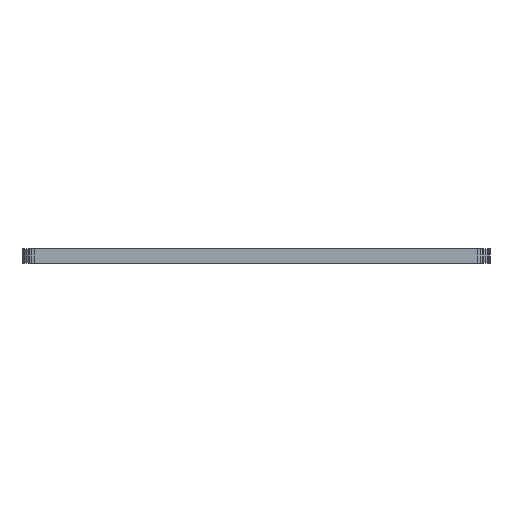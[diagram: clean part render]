
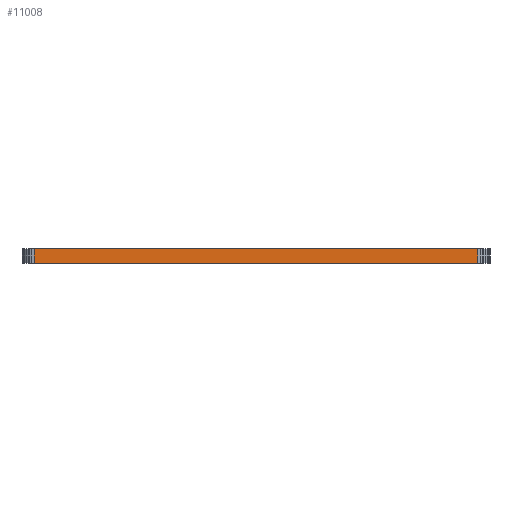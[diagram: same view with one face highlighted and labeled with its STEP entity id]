
A CAD part, left-side view. The second image highlights one B-rep face of the part: STEP entity #11008.
In plain terms, the highlighted planar face has unit normal (-1, 0, 0).
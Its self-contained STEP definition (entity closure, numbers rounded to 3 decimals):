
#90 = PLANE('',#91);
#91 = AXIS2_PLACEMENT_3D('',#92,#93,#94);
#92 = CARTESIAN_POINT('',(63.218,-80.443,1.58));
#93 = DIRECTION('',(-0.,-0.,-1.));
#94 = DIRECTION('',(-1.,0.,0.));
#144 = PLANE('',#145);
#145 = AXIS2_PLACEMENT_3D('',#146,#147,#148);
#146 = CARTESIAN_POINT('',(63.218,-80.443,0.));
#147 = DIRECTION('',(-0.,-0.,-1.));
#148 = DIRECTION('',(-1.,0.,0.));
#1009 = VERTEX_POINT('',#1010);
#1010 = CARTESIAN_POINT('',(38.461,-103.93,0.));
#1024 = PLANE('',#1025);
#1025 = AXIS2_PLACEMENT_3D('',#1026,#1027,#1028);
#1026 = CARTESIAN_POINT('',(38.48,-104.151,0.));
#1027 = DIRECTION('',(-0.996,-0.087,0.));
#1028 = DIRECTION('',(-0.087,0.996,0.));
#1036 = EDGE_CURVE('',#1009,#1037,#1039,.T.);
#1037 = VERTEX_POINT('',#1038);
#1038 = CARTESIAN_POINT('',(38.461,-56.956,0.));
#1039 = SURFACE_CURVE('',#1040,(#1044,#1051),.PCURVE_S1.);
#1040 = LINE('',#1041,#1042);
#1041 = CARTESIAN_POINT('',(38.461,-103.93,0.));
#1042 = VECTOR('',#1043,1.);
#1043 = DIRECTION('',(0.,1.,0.));
#1044 = PCURVE('',#144,#1045);
#1045 = DEFINITIONAL_REPRESENTATION('',(#1046),#1050);
#1046 = LINE('',#1047,#1048);
#1047 = CARTESIAN_POINT('',(24.757,-23.487));
#1048 = VECTOR('',#1049,1.);
#1049 = DIRECTION('',(0.,1.));
#1050 = ( GEOMETRIC_REPRESENTATION_CONTEXT(2) 
PARAMETRIC_REPRESENTATION_CONTEXT() REPRESENTATION_CONTEXT('2D SPACE',''
  ) );
#1051 = PCURVE('',#1052,#1057);
#1052 = PLANE('',#1053);
#1053 = AXIS2_PLACEMENT_3D('',#1054,#1055,#1056);
#1054 = CARTESIAN_POINT('',(38.461,-103.93,0.));
#1055 = DIRECTION('',(-1.,0.,0.));
#1056 = DIRECTION('',(0.,1.,0.));
#1057 = DEFINITIONAL_REPRESENTATION('',(#1058),#1062);
#1058 = LINE('',#1059,#1060);
#1059 = CARTESIAN_POINT('',(0.,0.));
#1060 = VECTOR('',#1061,1.);
#1061 = DIRECTION('',(1.,0.));
#1062 = ( GEOMETRIC_REPRESENTATION_CONTEXT(2) 
PARAMETRIC_REPRESENTATION_CONTEXT() REPRESENTATION_CONTEXT('2D SPACE',''
  ) );
#1080 = PLANE('',#1081);
#1081 = AXIS2_PLACEMENT_3D('',#1082,#1083,#1084);
#1082 = CARTESIAN_POINT('',(38.461,-56.956,0.));
#1083 = DIRECTION('',(-0.996,0.087,0.));
#1084 = DIRECTION('',(0.087,0.996,0.));
#6457 = VERTEX_POINT('',#6458);
#6458 = CARTESIAN_POINT('',(38.461,-103.93,1.58));
#6479 = EDGE_CURVE('',#6457,#6480,#6482,.T.);
#6480 = VERTEX_POINT('',#6481);
#6481 = CARTESIAN_POINT('',(38.461,-56.956,1.58));
#6482 = SURFACE_CURVE('',#6483,(#6487,#6494),.PCURVE_S1.);
#6483 = LINE('',#6484,#6485);
#6484 = CARTESIAN_POINT('',(38.461,-103.93,1.58));
#6485 = VECTOR('',#6486,1.);
#6486 = DIRECTION('',(0.,1.,0.));
#6487 = PCURVE('',#90,#6488);
#6488 = DEFINITIONAL_REPRESENTATION('',(#6489),#6493);
#6489 = LINE('',#6490,#6491);
#6490 = CARTESIAN_POINT('',(24.757,-23.487));
#6491 = VECTOR('',#6492,1.);
#6492 = DIRECTION('',(0.,1.));
#6493 = ( GEOMETRIC_REPRESENTATION_CONTEXT(2) 
PARAMETRIC_REPRESENTATION_CONTEXT() REPRESENTATION_CONTEXT('2D SPACE',''
  ) );
#6494 = PCURVE('',#1052,#6495);
#6495 = DEFINITIONAL_REPRESENTATION('',(#6496),#6500);
#6496 = LINE('',#6497,#6498);
#6497 = CARTESIAN_POINT('',(0.,-1.58));
#6498 = VECTOR('',#6499,1.);
#6499 = DIRECTION('',(1.,0.));
#6500 = ( GEOMETRIC_REPRESENTATION_CONTEXT(2) 
PARAMETRIC_REPRESENTATION_CONTEXT() REPRESENTATION_CONTEXT('2D SPACE',''
  ) );
#10958 = EDGE_CURVE('',#1037,#6480,#10959,.T.);
#10959 = SURFACE_CURVE('',#10960,(#10964,#10971),.PCURVE_S1.);
#10960 = LINE('',#10961,#10962);
#10961 = CARTESIAN_POINT('',(38.461,-56.956,0.));
#10962 = VECTOR('',#10963,1.);
#10963 = DIRECTION('',(0.,0.,1.));
#10964 = PCURVE('',#1080,#10965);
#10965 = DEFINITIONAL_REPRESENTATION('',(#10966),#10970);
#10966 = LINE('',#10967,#10968);
#10967 = CARTESIAN_POINT('',(0.,0.));
#10968 = VECTOR('',#10969,1.);
#10969 = DIRECTION('',(0.,-1.));
#10970 = ( GEOMETRIC_REPRESENTATION_CONTEXT(2) 
PARAMETRIC_REPRESENTATION_CONTEXT() REPRESENTATION_CONTEXT('2D SPACE',''
  ) );
#10971 = PCURVE('',#1052,#10972);
#10972 = DEFINITIONAL_REPRESENTATION('',(#10973),#10977);
#10973 = LINE('',#10974,#10975);
#10974 = CARTESIAN_POINT('',(46.974,0.));
#10975 = VECTOR('',#10976,1.);
#10976 = DIRECTION('',(0.,-1.));
#10977 = ( GEOMETRIC_REPRESENTATION_CONTEXT(2) 
PARAMETRIC_REPRESENTATION_CONTEXT() REPRESENTATION_CONTEXT('2D SPACE',''
  ) );
#11008 = ADVANCED_FACE('',(#11009),#1052,.T.);
#11009 = FACE_BOUND('',#11010,.T.);
#11010 = EDGE_LOOP('',(#11011,#11032,#11033,#11034));
#11011 = ORIENTED_EDGE('',*,*,#11012,.T.);
#11012 = EDGE_CURVE('',#1009,#6457,#11013,.T.);
#11013 = SURFACE_CURVE('',#11014,(#11018,#11025),.PCURVE_S1.);
#11014 = LINE('',#11015,#11016);
#11015 = CARTESIAN_POINT('',(38.461,-103.93,0.));
#11016 = VECTOR('',#11017,1.);
#11017 = DIRECTION('',(0.,0.,1.));
#11018 = PCURVE('',#1052,#11019);
#11019 = DEFINITIONAL_REPRESENTATION('',(#11020),#11024);
#11020 = LINE('',#11021,#11022);
#11021 = CARTESIAN_POINT('',(0.,0.));
#11022 = VECTOR('',#11023,1.);
#11023 = DIRECTION('',(0.,-1.));
#11024 = ( GEOMETRIC_REPRESENTATION_CONTEXT(2) 
PARAMETRIC_REPRESENTATION_CONTEXT() REPRESENTATION_CONTEXT('2D SPACE',''
  ) );
#11025 = PCURVE('',#1024,#11026);
#11026 = DEFINITIONAL_REPRESENTATION('',(#11027),#11031);
#11027 = LINE('',#11028,#11029);
#11028 = CARTESIAN_POINT('',(0.221,0.));
#11029 = VECTOR('',#11030,1.);
#11030 = DIRECTION('',(0.,-1.));
#11031 = ( GEOMETRIC_REPRESENTATION_CONTEXT(2) 
PARAMETRIC_REPRESENTATION_CONTEXT() REPRESENTATION_CONTEXT('2D SPACE',''
  ) );
#11032 = ORIENTED_EDGE('',*,*,#6479,.T.);
#11033 = ORIENTED_EDGE('',*,*,#10958,.F.);
#11034 = ORIENTED_EDGE('',*,*,#1036,.F.);
